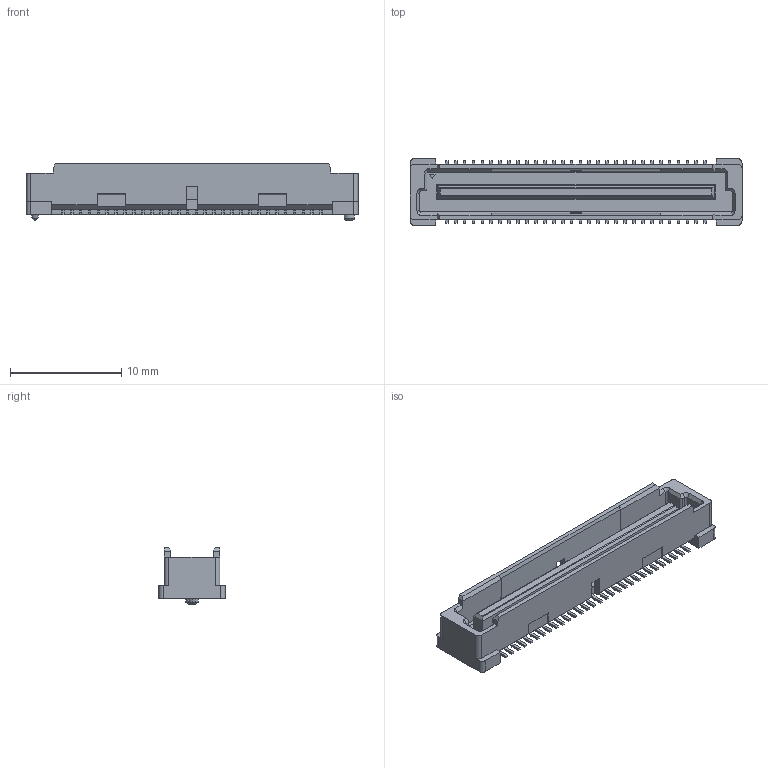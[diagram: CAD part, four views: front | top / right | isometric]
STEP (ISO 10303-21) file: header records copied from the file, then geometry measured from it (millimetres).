
FILE_DESCRIPTION((''),'2;1');
FILE_NAME('C-5177986-2','2017-08-08T',('workeradm'),('Tyco Electronics Ltd.'),'CREO PARAMETRIC BY PTC INC, 2016050','CREO PARAMETRIC BY PTC INC, 2016050','');
FILE_SCHEMA(('AUTOMOTIVE_DESIGN { 1 0 10303 214 1 1 1 1 }'));
Length unit declared in the file: millimetre
Products named in the file (1): C-5177986-2
Bounding box: 29.8 x 6 x 5.1 mm (x, y, z)
Volume: 351.2 mm3; surface area: 986.4 mm2
Topology: 1 solids, 1 shells, 689 faces, 1847 edges, 1220 vertices
Faces by surface type: plane 653, cylinder 24, cone 12
Entity records: 21147 total; most frequent: CARTESIAN_POINT 3836, ORIENTED_EDGE 3694, DIRECTION 3253, EDGE_CURVE 1847, VECTOR 1779, LINE 1779, VERTEX_POINT 1220, EDGE_LOOP 753
